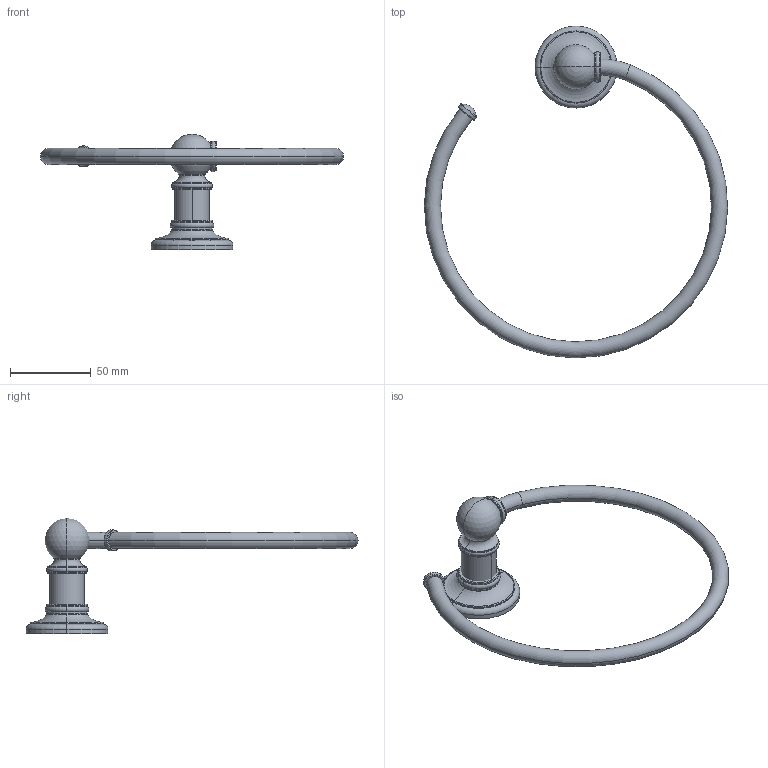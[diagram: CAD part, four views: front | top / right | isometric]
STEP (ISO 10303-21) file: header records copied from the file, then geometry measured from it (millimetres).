
FILE_DESCRIPTION((''),'2;1');
FILE_NAME('4521_WEB','2010-09-02T',('project'),(''),'PRO/ENGINEER BY PARAMETRIC TECHNOLOGY CORPORATION, 2009300','PRO/ENGINEER BY PARAMETRIC TECHNOLOGY CORPORATION, 2009300','');
FILE_SCHEMA(('CONFIG_CONTROL_DESIGN'));
Length unit declared in the file: inch
Products named in the file (1): 4521_WEB
Bounding box: 187.99 x 205.8 x 71.55 mm (x, y, z)
Surface area: 27926.4 mm2 (no closed solid volume)
Topology: 0 solids, 9 shells, 71 faces, 145 edges, 80 vertices
Faces by surface type: torus 38, cylinder 20, plane 9, sphere 4
Entity records: 1874 total; most frequent: DIRECTION 404, CARTESIAN_POINT 292, ORIENTED_EDGE 266, AXIS2_PLACEMENT_3D 192, EDGE_CURVE 141, CIRCLE 121, VERTEX_POINT 80, EDGE_LOOP 71
